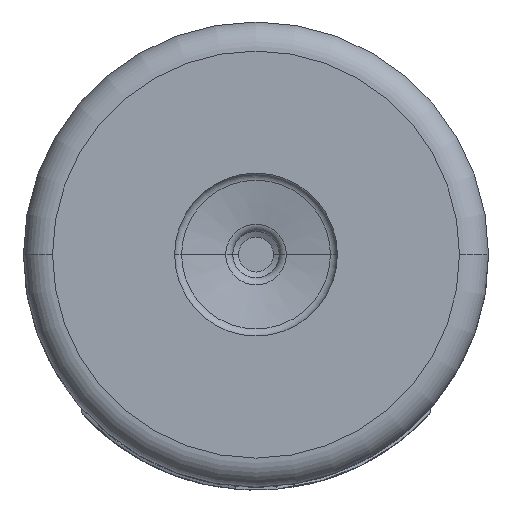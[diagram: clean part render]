
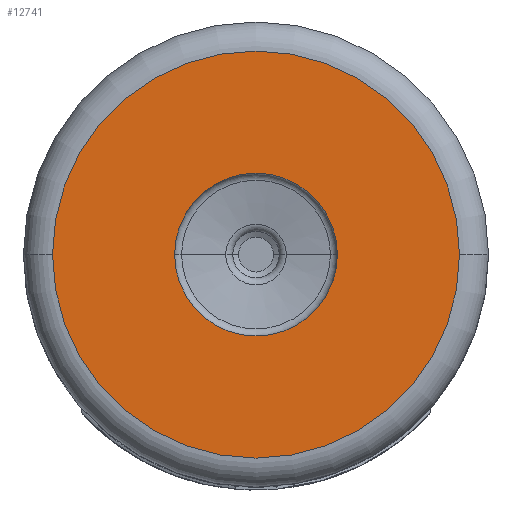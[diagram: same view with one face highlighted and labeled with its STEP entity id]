
A CAD part, front view. The second image highlights one B-rep face of the part: STEP entity #12741.
In plain terms, the highlighted planar face has unit normal (0, -1, 0).
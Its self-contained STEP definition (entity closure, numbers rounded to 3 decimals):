
#1788=CARTESIAN_POINT('',(0.,-4.,0.));
#1789=DIRECTION('',(0.,-1.,0.));
#1790=DIRECTION('',(1.,0.,0.));
#1791=AXIS2_PLACEMENT_3D('',#1788,#1789,#1790);
#1803=CARTESIAN_POINT('',(0.,-4.,0.));
#1804=DIRECTION('',(0.,-1.,0.));
#1805=DIRECTION('',(-1.,0.,0.));
#1806=AXIS2_PLACEMENT_3D('',#1803,#1804,#1805);
#1808=CARTESIAN_POINT('',(0.,-4.,0.));
#1809=DIRECTION('',(0.,-1.,0.));
#1810=DIRECTION('',(1.,0.,0.));
#1811=AXIS2_PLACEMENT_3D('',#1808,#1809,#1810);
#1813=CARTESIAN_POINT('',(0.,-4.,0.));
#1814=DIRECTION('',(0.,-1.,0.));
#1815=DIRECTION('',(-1.,0.,0.));
#1816=AXIS2_PLACEMENT_3D('',#1813,#1814,#1815);
#10845=CARTESIAN_POINT('',(-1.4,-4.,0.));
#10846=CARTESIAN_POINT('',(1.4,-4.,0.));
#10847=VERTEX_POINT('',#10845);
#10848=VERTEX_POINT('',#10846);
#10849=CARTESIAN_POINT('',(3.5,-4.,0.));
#10850=CARTESIAN_POINT('',(-3.5,-4.,0.));
#10851=VERTEX_POINT('',#10849);
#10852=VERTEX_POINT('',#10850);
#12725=CARTESIAN_POINT('',(0.,-4.,0.));
#12726=DIRECTION('',(0.,1.,0.));
#12727=DIRECTION('',(1.,0.,0.));
#12728=AXIS2_PLACEMENT_3D('',#12725,#12726,#12727);
#12729=PLANE('',#12728);
#12730=ORIENTED_EDGE('',*,*,#12715,.F.);
#12732=ORIENTED_EDGE('',*,*,#12731,.F.);
#12733=EDGE_LOOP('',(#12730,#12732));
#12734=FACE_OUTER_BOUND('',#12733,.F.);
#12736=ORIENTED_EDGE('',*,*,#12735,.T.);
#12738=ORIENTED_EDGE('',*,*,#12737,.T.);
#12739=EDGE_LOOP('',(#12736,#12738));
#12740=FACE_BOUND('',#12739,.F.);
#12741=ADVANCED_FACE('',(#12734,#12740),#12729,.F.);
#1792=CIRCLE('',#1791,3.5);
#1807=CIRCLE('',#1806,1.4);
#1812=CIRCLE('',#1811,1.4);
#1817=CIRCLE('',#1816,3.5);
#12715=EDGE_CURVE('',#10851,#10852,#1792,.T.);
#12731=EDGE_CURVE('',#10852,#10851,#1817,.T.);
#12735=EDGE_CURVE('',#10847,#10848,#1807,.T.);
#12737=EDGE_CURVE('',#10848,#10847,#1812,.T.);
